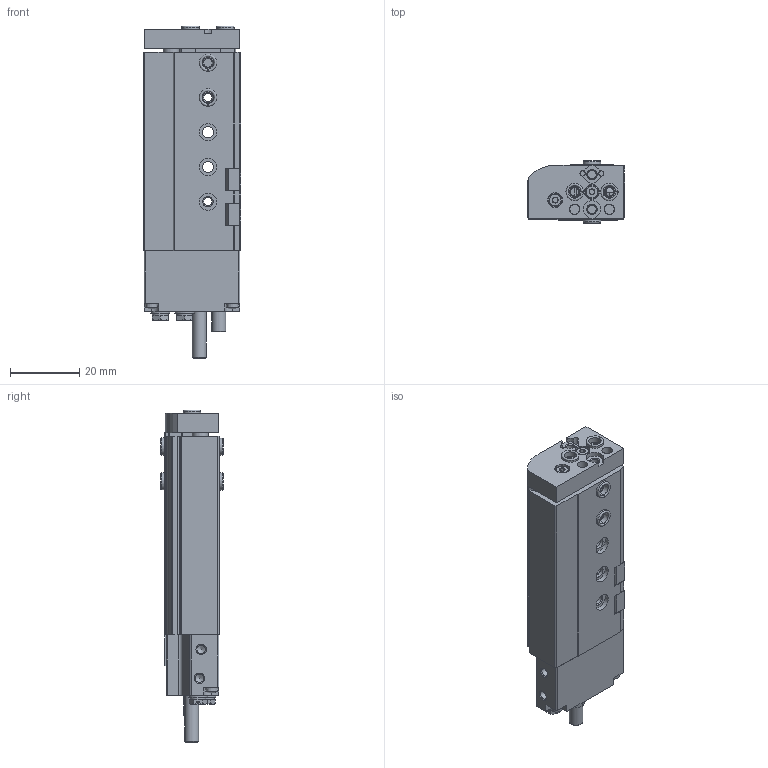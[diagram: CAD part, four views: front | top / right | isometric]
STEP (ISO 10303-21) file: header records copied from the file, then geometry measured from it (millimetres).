
FILE_DESCRIPTION(/* description */ ('STEP AP214'),/* implementation_level */ '2;1');
FILE_NAME(/* name */ '543914_DGSL-4-20-P1A',/* time_stamp */ '2024-08-16T03:23:17+02:00',/* author */ ('License CC BY-ND 4.0'),/* organization */ ('CADENAS'),/* preprocessor_version */ 'ST-DEVELOPER v19.3',/* originating_system */ 'PARTsolutions',/* authorisation */ ' ');
FILE_SCHEMA (('AUTOMOTIVE_DESIGN {1 0 10303 214 3 1 1}'));
Length unit declared in the file: millimetre
Products named in the file (8): 543914 DGSL-4-20-P1A---(0); DGSL-4---(20-0-0-20-zr); 548370 DYEF-M4-Y1F_P; 30979 B-M3-S9; 686782 DGSL-4-AS; 686798 DGSL-4-AS; DGSL-4---(20-0-JP); 8146543 ZBH-5-B
Assembly tree (14 placements, depth 2):
  543914 DGSL-4-20-P1A---(0)
    DGSL-4---(20-0-0-20-zr)
    548370 DYEF-M4-Y1F_P  x2
    30979 B-M3-S9  x2
    686782 DGSL-4-AS
    686798 DGSL-4-AS
    DGSL-4---(20-0-JP)
    8146543 ZBH-5-B  x6
Bounding box: 28 x 18 x 95.6 mm (x, y, z)
Volume: 26042.4 mm3; surface area: 19040.6 mm2
Topology: 14 solids, 14 shells, 804 faces, 2071 edges, 1343 vertices
Faces by surface type: plane 403, cylinder 290, cone 85, torus 23, sphere 3
Full cylindrical faces by diameter (mm): 1.5 x2, 2.013 x3, 2.229 x2, 2.4 x2, 2.459 x14, 2.5 x6, 2.8 x2, 3 x6, 3.3 x4, 3.459 x2, 3.6 x1, 3.8 x2, 4 x2, 4.3 x3, 4.5 x4, 4.58 x2, 5 x12, 5.5 x2, 6 x2, 6.2 x2, 6.3 x2
Entity records: 21963 total; most frequent: CARTESIAN_POINT 4205, DIRECTION 3530, ORIENTED_EDGE 3408, EDGE_CURVE 1704, AXIS2_PLACEMENT_3D 1281, VERTEX_POINT 1193, LINE 968, VECTOR 968
